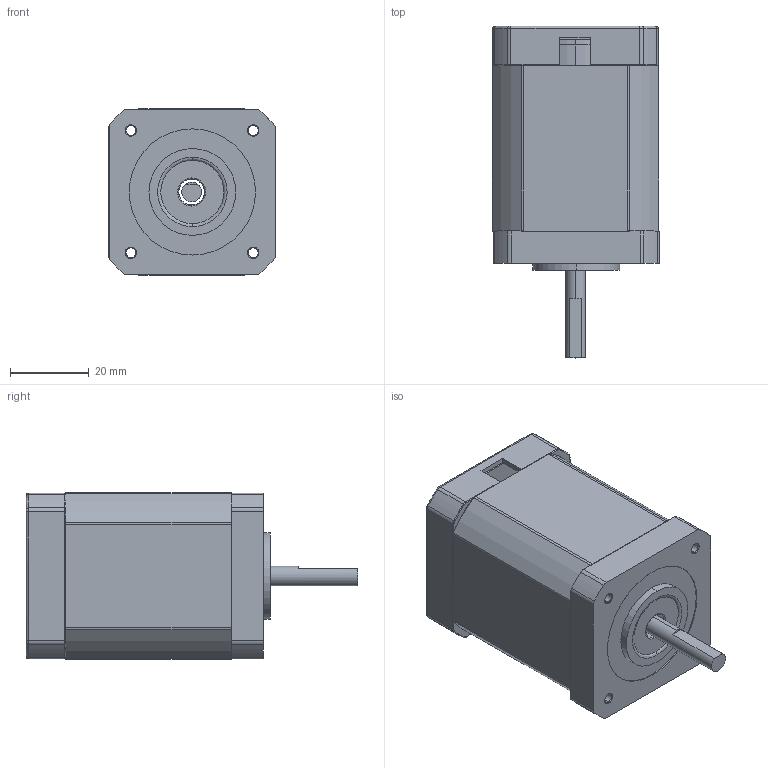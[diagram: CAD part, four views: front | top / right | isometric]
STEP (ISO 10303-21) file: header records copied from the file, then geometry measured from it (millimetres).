
FILE_DESCRIPTION(('HOOPS Exchange Step'),'2;1');
FILE_NAME('export-2F15D0B8-E182-45AE-A0EF-649530EA77AA.stp','2024-01-14T13:23:25+01:00',('Engineering'),('Alibre'),'HOOPS Exchange 2021.0','Alibre','Unknown authorisation');
FILE_SCHEMA( ('AP242_MANAGED_MODEL_BASED_3D_ENGINEERING_MIM_LF {1 0 10303 442 1 1 4 }') );
Length unit declared in the file: millimetre
Products named in the file (5): 6483-2 Stepper Motor NEMA17-0.8Nm 42CM08 (2-phase) BACK FLANGE; 6483-3 Stepper Motor NEMA17-0.8Nm 42CM08 (2-phase) SHAFT; 6483-4 Stepper Motor NEMA17-0.8Nm 42CM08 (2-phase) BODY; 6483-1 Stepper Motor NEMA17-0.8Nm 42CM08 (2-phase) FRONT FLANGE; 6483 Stepper Motor NEMA17-0.8Nm 42CM08 (2-phase)
Assembly tree (4 placements, depth 2):
  6483 Stepper Motor NEMA17-0.8Nm 42CM08 (2-phase)
    6483-2 Stepper Motor NEMA17-0.8Nm 42CM08 (2-phase) BACK FLANGE
    6483-3 Stepper Motor NEMA17-0.8Nm 42CM08 (2-phase) SHAFT
    6483-4 Stepper Motor NEMA17-0.8Nm 42CM08 (2-phase) BODY
    6483-1 Stepper Motor NEMA17-0.8Nm 42CM08 (2-phase) FRONT FLANGE
Bounding box: 42.38 x 84.1 x 42.2 mm (x, y, z)
Volume: 49253.7 mm3; surface area: 41499.7 mm2
Topology: 4 solids, 4 shells, 689 faces, 1925 edges, 1254 vertices
Faces by surface type: cylinder 420, plane 193, bspline 42, cone 34
Entity records: 23934 total; most frequent: CARTESIAN_POINT 5426, DIRECTION 4077, ORIENTED_EDGE 3844, EDGE_CURVE 1922, AXIS2_PLACEMENT_3D 1558, VERTEX_POINT 1254, VECTOR 961, LINE 961
